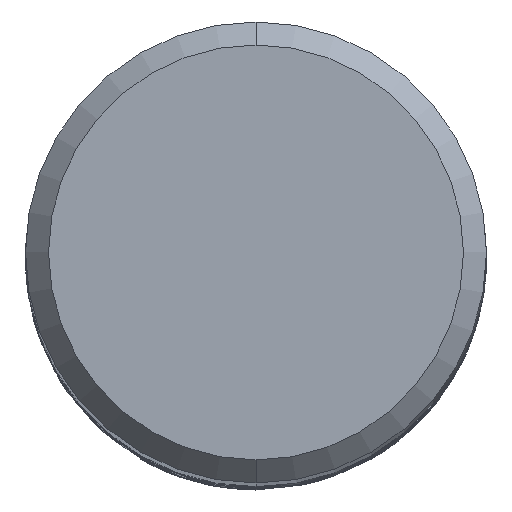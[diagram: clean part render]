
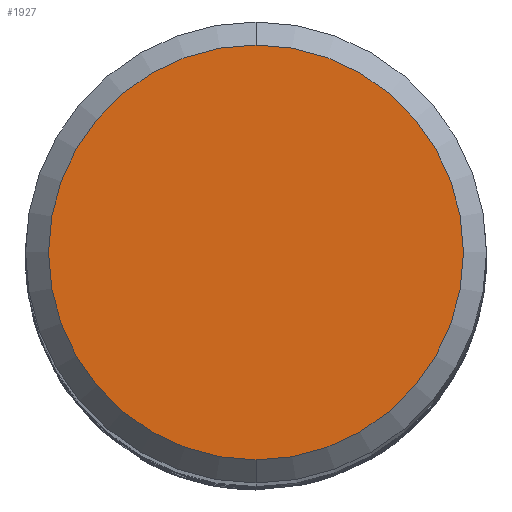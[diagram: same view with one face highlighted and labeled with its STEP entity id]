
A CAD part, top view. The second image highlights one B-rep face of the part: STEP entity #1927.
In plain terms, the highlighted planar face has unit normal (0, 0, 1).
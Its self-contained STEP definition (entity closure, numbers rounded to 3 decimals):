
#1051=EDGE_CURVE('',#1247,#1101,#3102,.T.);
#1101=VERTEX_POINT('',#3158);
#1247=VERTEX_POINT('',#3313);
#1313=EDGE_CURVE('',#1101,#1247,#3380,.T.);
#1927=ADVANCED_FACE('',(#4045),#4046,.T.);
#3102=CIRCLE('',#5320,4.5);
#3158=CARTESIAN_POINT('',(0.,-4.5,0.0));
#3313=CARTESIAN_POINT('',(0.0,4.5,0.0));
#3380=CIRCLE('',#7561,4.5);
#4045=FACE_OUTER_BOUND('',#14578,.T.);
#4046=PLANE('',#14579);
#5320=AXIS2_PLACEMENT_3D('',#30041,#30042,#30043);
#7561=AXIS2_PLACEMENT_3D('',#30303,#30304,#30305);
#14578=EDGE_LOOP('',(#30976,#30977));
#14579=AXIS2_PLACEMENT_3D('',#30978,#30979,#30980);
#30041=CARTESIAN_POINT('',(0.0,0.0,0.0));
#30042=DIRECTION('',(0.0,0.0,-1.0));
#30043=DIRECTION('',(0.0,1.0,0.0));
#30303=CARTESIAN_POINT('',(0.0,0.0,0.0));
#30304=DIRECTION('',(0.0,0.0,-1.0));
#30305=DIRECTION('',(0.0,1.0,0.0));
#30976=ORIENTED_EDGE('',*,*,#1051,.F.);
#30977=ORIENTED_EDGE('',*,*,#1313,.F.);
#30978=CARTESIAN_POINT('',(0.0,2.25,0.0));
#30979=DIRECTION('',(-0.0,0.0,1.0));
#30980=DIRECTION('',(0.0,-1.0,0.0));
